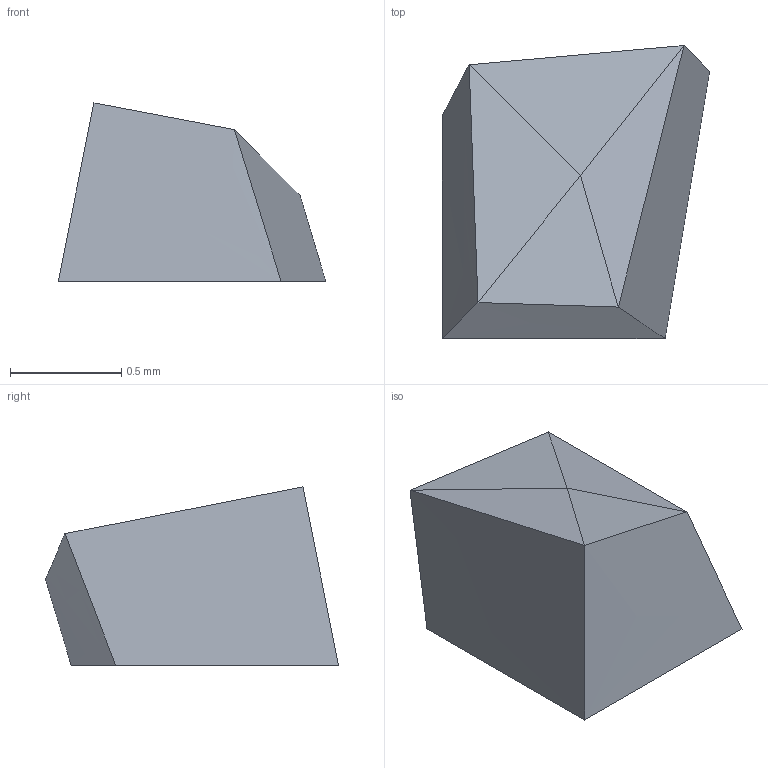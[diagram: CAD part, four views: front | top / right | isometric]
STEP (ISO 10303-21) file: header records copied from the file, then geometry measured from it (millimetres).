
FILE_DESCRIPTION(('FreeCAD Model'),'2;1');
FILE_NAME('Open CASCADE Shape Model','2024-02-15T13:43:29',('Author'),( ''),'Open CASCADE STEP processor 7.6','FreeCAD','Unknown');
FILE_SCHEMA(('AUTOMOTIVE_DESIGN { 1 0 10303 214 1 1 1 1 }'));
Length unit declared in the file: millimetre
Products named in the file (1): Solid
Bounding box: 1.2 x 1.31 x 0.8 mm (x, y, z)
Volume: 0.7 mm3; surface area: 4.8 mm2
Topology: 1 solids, 1 shells, 9 faces, 16 edges, 9 vertices
Faces by surface type: bspline 9
Entity records: 441 total; most frequent: CARTESIAN_POINT 271, ORIENTED_EDGE 32, DIRECTION 18, EDGE_CURVE 16, LINE 16, VECTOR 16, ADVANCED_FACE 9, FACE_BOUND 9
